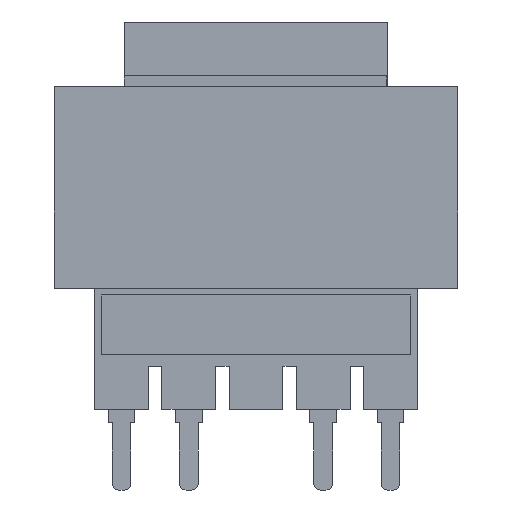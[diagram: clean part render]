
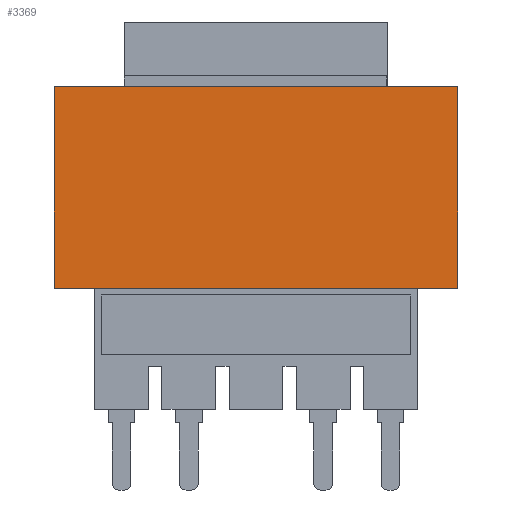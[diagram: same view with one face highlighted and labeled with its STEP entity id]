
A CAD part, front view. The second image highlights one B-rep face of the part: STEP entity #3369.
In plain terms, the highlighted planar face has unit normal (0, -1, 0).
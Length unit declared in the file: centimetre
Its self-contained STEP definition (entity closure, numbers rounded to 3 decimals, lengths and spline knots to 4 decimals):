
#299=PLANE('',#3555);
#523=VECTOR('',#3916,1.);
#544=VECTOR('',#3943,1.);
#546=VECTOR('',#3946,1.);
#547=VECTOR('',#3947,1.);
#917=LINE('',#4634,#523);
#938=LINE('',#4678,#544);
#940=LINE('',#4682,#546);
#941=LINE('',#4683,#547);
#1285=VERTEX_POINT('',#4629);
#1287=VERTEX_POINT('',#4633);
#1304=VERTEX_POINT('',#4677);
#1305=VERTEX_POINT('',#4679);
#1695=EDGE_CURVE('',#1287,#1285,#917,.T.);
#1716=EDGE_CURVE('',#1305,#1304,#938,.T.);
#1718=EDGE_CURVE('',#1285,#1304,#940,.T.);
#1719=EDGE_CURVE('',#1287,#1305,#941,.T.);
#2354=ORIENTED_EDGE('',*,*,#1718,.F.);
#2355=ORIENTED_EDGE('',*,*,#1695,.F.);
#2356=ORIENTED_EDGE('',*,*,#1719,.T.);
#2357=ORIENTED_EDGE('',*,*,#1716,.T.);
#3013=EDGE_LOOP('',(#2354,#2355,#2356,#2357));
#3191=FACE_BOUND('',#3013,.T.);
#3369=ADVANCED_FACE('',(#3191),#299,.T.);
#3555=AXIS2_PLACEMENT_3D('',#4681,#3945,$);
#3916=DIRECTION('',(0.,0.,1.));
#3943=DIRECTION('',(0.,0.,1.));
#3945=DIRECTION('',(0.,-1.,0.));
#3946=DIRECTION('',(1.,0.,0.));
#3947=DIRECTION('',(1.,0.,0.));
#4629=CARTESIAN_POINT('',(-1.5,-1.25,2.5));
#4633=CARTESIAN_POINT('',(-1.5,-1.25,1.));
#4634=CARTESIAN_POINT('',(-1.5,-1.25,1.));
#4677=CARTESIAN_POINT('',(1.5,-1.25,2.5));
#4678=CARTESIAN_POINT('',(1.5,-1.25,1.));
#4679=CARTESIAN_POINT('',(1.5,-1.25,1.));
#4681=CARTESIAN_POINT('',(0.,-1.25,1.));
#4682=CARTESIAN_POINT('',(0.,-1.25,2.5));
#4683=CARTESIAN_POINT('',(-1.5,-1.25,1.));
